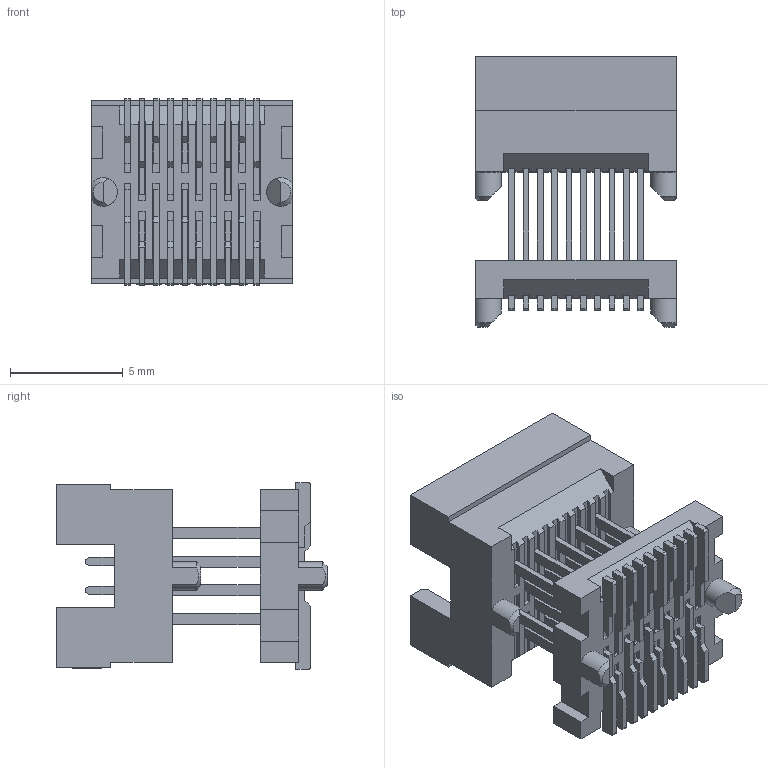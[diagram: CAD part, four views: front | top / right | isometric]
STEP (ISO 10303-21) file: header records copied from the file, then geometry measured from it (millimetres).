
FILE_DESCRIPTION((''),'2;1');
FILE_NAME('FBB12709_ASM','2026-03-17T09:10:11',('gongchengVV'),(''),'CREO PARAMETRIC BY PTC INC, 2020033','CREO PARAMETRIC BY PTC INC, 2020033','');
FILE_SCHEMA(('CONFIG_CONTROL_DESIGN'));
Length unit declared in the file: millimetre
Products named in the file (1): FBB12709_ASM
Bounding box: 8.89 x 11.97 x 8.27 mm (x, y, z)
Volume: 281.3 mm3; surface area: 940.7 mm2
Topology: 1 solids, 1 shells, 878 faces, 2471 edges, 1646 vertices
Faces by surface type: plane 840, cylinder 34, cone 4
Entity records: 28023 total; most frequent: CARTESIAN_POINT 5137, ORIENTED_EDGE 4942, DIRECTION 4287, EDGE_CURVE 2471, VECTOR 2379, LINE 2379, VERTEX_POINT 1646, EDGE_LOOP 967
